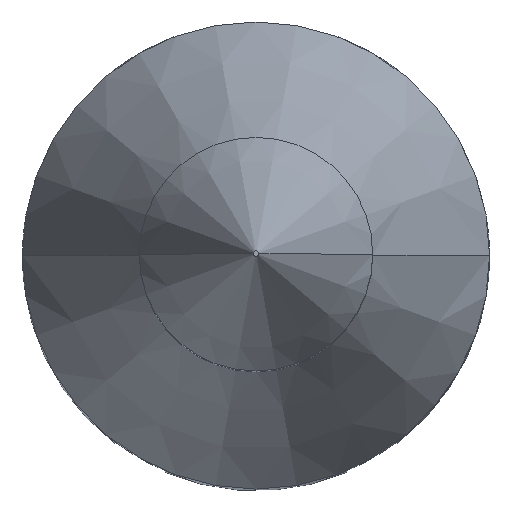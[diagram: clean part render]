
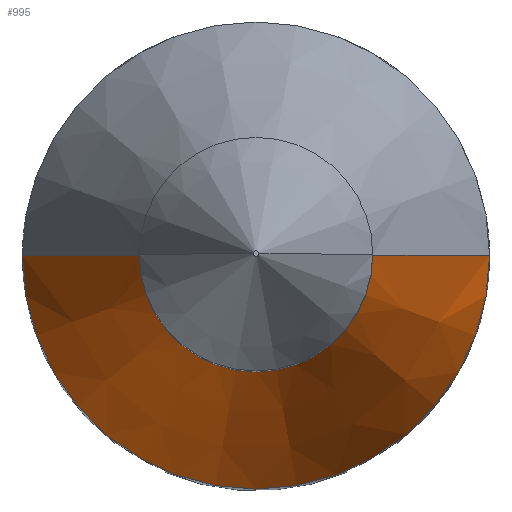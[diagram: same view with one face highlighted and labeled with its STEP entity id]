
A CAD part, top view. The second image highlights one B-rep face of the part: STEP entity #995.
In plain terms, the highlighted conical face has half-angle 21.801 degrees and reference radius 2 mm.
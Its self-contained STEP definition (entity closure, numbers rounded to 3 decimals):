
#29 = AXIS2_PLACEMENT_3D ( 'NONE', #1072, #81, #851 ) ;
#63 = EDGE_CURVE ( 'NONE', #495, #396, #254, .T. ) ;
#66 = ORIENTED_EDGE ( 'NONE', *, *, #722, .T. ) ;
#81 = DIRECTION ( 'NONE',  ( 0., 0., 1. ) ) ;
#128 = VECTOR ( 'NONE', #527, 1000. ) ;
#157 = CARTESIAN_POINT ( 'NONE',  ( -2., 0., 21. ) ) ;
#174 = LINE ( 'NONE', #157, #128 ) ;
#239 = DIRECTION ( 'NONE',  ( 0., 0., 1. ) ) ;
#242 = CARTESIAN_POINT ( 'NONE',  ( 2., 0., 21. ) ) ;
#254 = CIRCLE ( 'NONE', #29, 2. ) ;
#283 = CARTESIAN_POINT ( 'NONE',  ( 2., 0., 21. ) ) ;
#294 = CARTESIAN_POINT ( 'NONE',  ( 4., 0., 16. ) ) ;
#324 = LINE ( 'NONE', #242, #617 ) ;
#396 = VERTEX_POINT ( 'NONE', #283 ) ;
#419 = ORIENTED_EDGE ( 'NONE', *, *, #947, .T. ) ;
#495 = VERTEX_POINT ( 'NONE', #976 ) ;
#499 = ORIENTED_EDGE ( 'NONE', *, *, #63, .F. ) ;
#516 = DIRECTION ( 'NONE',  ( 0.371, 0., -0.928 ) ) ;
#527 = DIRECTION ( 'NONE',  ( -0.371, 0., -0.928 ) ) ;
#601 = DIRECTION ( 'NONE',  ( -1., 0., 0. ) ) ;
#617 = VECTOR ( 'NONE', #516, 1000. ) ;
#650 = CIRCLE ( 'NONE', #773, 4. ) ;
#690 = CARTESIAN_POINT ( 'NONE',  ( 0., 0., 16. ) ) ;
#706 = FACE_OUTER_BOUND ( 'NONE', #751, .T. ) ;
#722 = EDGE_CURVE ( 'NONE', #495, #811, #174, .T. ) ;
#751 = EDGE_LOOP ( 'NONE', ( #890, #499, #66, #419 ) ) ;
#773 = AXIS2_PLACEMENT_3D ( 'NONE', #690, #239, #601 ) ;
#811 = VERTEX_POINT ( 'NONE', #1104 ) ;
#812 = VERTEX_POINT ( 'NONE', #294 ) ;
#814 = AXIS2_PLACEMENT_3D ( 'NONE', #860, #1014, #937 ) ;
#851 = DIRECTION ( 'NONE',  ( 1., 0., 0. ) ) ;
#860 = CARTESIAN_POINT ( 'NONE',  ( 0., 0., 21. ) ) ;
#890 = ORIENTED_EDGE ( 'NONE', *, *, #1007, .F. ) ;
#898 = CONICAL_SURFACE ( 'NONE', #814, 2., 0.381 ) ;
#937 = DIRECTION ( 'NONE',  ( -1., 0., 0. ) ) ;
#947 = EDGE_CURVE ( 'NONE', #811, #812, #650, .T. ) ;
#976 = CARTESIAN_POINT ( 'NONE',  ( -2., 0., 21. ) ) ;
#995 = ADVANCED_FACE ( 'NONE', ( #706 ), #898, .T. ) ;
#1007 = EDGE_CURVE ( 'NONE', #396, #812, #324, .T. ) ;
#1014 = DIRECTION ( 'NONE',  ( 0., 0., -1. ) ) ;
#1072 = CARTESIAN_POINT ( 'NONE',  ( 0., 0., 21. ) ) ;
#1104 = CARTESIAN_POINT ( 'NONE',  ( -4., 0., 16. ) ) ;
